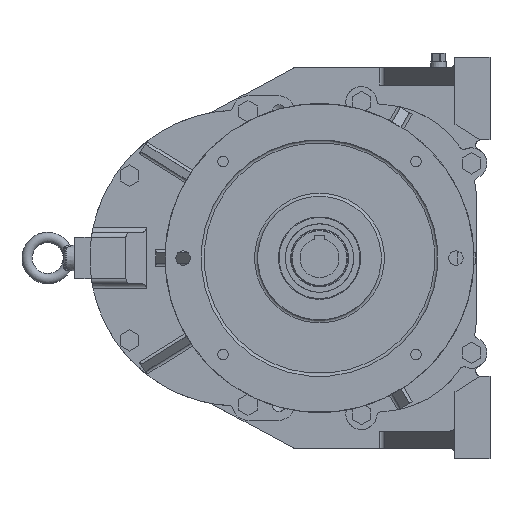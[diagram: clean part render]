
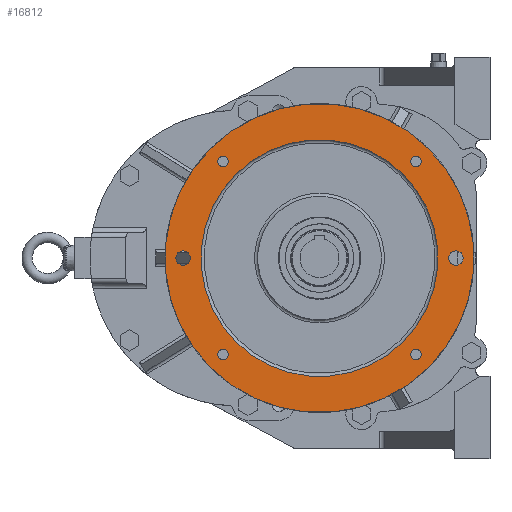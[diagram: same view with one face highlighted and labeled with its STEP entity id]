
A CAD part, left-side view. The second image highlights one B-rep face of the part: STEP entity #16812.
In plain terms, the highlighted planar face has unit normal (-1, 0, 0).
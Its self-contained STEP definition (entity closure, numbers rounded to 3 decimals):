
#231 = DIRECTION ( 'NONE',  ( 0., -0.707, 0.707 ) ) ;
#712 = EDGE_LOOP ( 'NONE', ( #10917 ) ) ;
#934 = ORIENTED_EDGE ( 'NONE', *, *, #16117, .F. ) ;
#956 = VERTEX_POINT ( 'NONE', #19062 ) ;
#978 = CARTESIAN_POINT ( 'NONE',  ( -175.5, 24.256, 93.692 ) ) ;
#1308 = FACE_BOUND ( 'NONE', #28777, .T. ) ;
#1966 = CARTESIAN_POINT ( 'NONE',  ( -175.5, 63.065, 0. ) ) ;
#2713 = DIRECTION ( 'NONE',  ( 0., -0.707, 0.707 ) ) ;
#3015 = CIRCLE ( 'NONE', #12890, 5.1 ) ;
#3209 = ORIENTED_EDGE ( 'NONE', *, *, #22884, .F. ) ;
#3575 = FACE_BOUND ( 'NONE', #5434, .T. ) ;
#4199 = CIRCLE ( 'NONE', #19217, 150. ) ;
#4391 = DIRECTION ( 'NONE',  ( 0., -0.707, 0.707 ) ) ;
#4572 = DIRECTION ( 'NONE',  ( -1., 0., 0. ) ) ;
#5341 = DIRECTION ( 'NONE',  ( 0., -0.707, 0.707 ) ) ;
#5434 = EDGE_LOOP ( 'NONE', ( #3209 ) ) ;
#5509 = EDGE_LOOP ( 'NONE', ( #8426 ) ) ;
#6012 = FACE_BOUND ( 'NONE', #8391, .T. ) ;
#6411 = CARTESIAN_POINT ( 'NONE',  ( -175.5, 20.65, 97.298 ) ) ;
#6562 = VERTEX_POINT ( 'NONE', #10714 ) ;
#6827 = AXIS2_PLACEMENT_3D ( 'NONE', #1966, #4572, #27011 ) ;
#7449 = CARTESIAN_POINT ( 'NONE',  ( -175.5, -166.733, -90.085 ) ) ;
#7600 = VERTEX_POINT ( 'NONE', #13302 ) ;
#7753 = DIRECTION ( 'NONE',  ( -1., 0., 0. ) ) ;
#8314 = DIRECTION ( 'NONE',  ( 0., -0.707, 0.707 ) ) ;
#8391 = EDGE_LOOP ( 'NONE', ( #31485 ) ) ;
#8426 = ORIENTED_EDGE ( 'NONE', *, *, #22197, .F. ) ;
#8465 = FACE_BOUND ( 'NONE', #20011, .T. ) ;
#8614 = CARTESIAN_POINT ( 'NONE',  ( -175.5, -175.501, -106.066 ) ) ;
#9519 = ORIENTED_EDGE ( 'NONE', *, *, #21555, .F. ) ;
#9799 = DIRECTION ( 'NONE',  ( -1., 0., 0. ) ) ;
#10074 = DIRECTION ( 'NONE',  ( -1., 0., 0. ) ) ;
#10714 = CARTESIAN_POINT ( 'NONE',  ( -175.5, 20.65, -90.085 ) ) ;
#10864 = VERTEX_POINT ( 'NONE', #20756 ) ;
#10917 = ORIENTED_EDGE ( 'NONE', *, *, #17398, .T. ) ;
#11075 = FACE_BOUND ( 'NONE', #26285, .T. ) ;
#11588 = DIRECTION ( 'NONE',  ( 0., -0.707, 0.707 ) ) ;
#12531 = CIRCLE ( 'NONE', #18234, 7. ) ;
#12890 = AXIS2_PLACEMENT_3D ( 'NONE', #32028, #9799, #231 ) ;
#13023 = FACE_BOUND ( 'NONE', #5509, .T. ) ;
#13302 = CARTESIAN_POINT ( 'NONE',  ( -175.5, -175.501, 106.066 ) ) ;
#13641 = DIRECTION ( 'NONE',  ( -1., 0., 0. ) ) ;
#13710 = DIRECTION ( 'NONE',  ( -1., 0., 0. ) ) ;
#13980 = CIRCLE ( 'NONE', #26963, 5.1 ) ;
#15646 = EDGE_CURVE ( 'NONE', #19627, #19627, #16542, .T. ) ;
#16117 = EDGE_CURVE ( 'NONE', #29536, #29536, #13980, .T. ) ;
#16542 = CIRCLE ( 'NONE', #24334, 5.1 ) ;
#16737 = DIRECTION ( 'NONE',  ( -1., 0., 0. ) ) ;
#16812 = ADVANCED_FACE ( 'NONE', ( #1308, #11075, #13023, #20960, #8465, #6012, #25851, #3575 ), #30860, .T. ) ;
#17398 = EDGE_CURVE ( 'NONE', #7600, #7600, #4199, .T. ) ;
#18234 = AXIS2_PLACEMENT_3D ( 'NONE', #27614, #10074, #5341 ) ;
#18421 = CARTESIAN_POINT ( 'NONE',  ( -175.5, -163.127, 93.692 ) ) ;
#19062 = CARTESIAN_POINT ( 'NONE',  ( -175.5, 58.115, 4.95 ) ) ;
#19217 = AXIS2_PLACEMENT_3D ( 'NONE', #29081, #16737, #4391 ) ;
#19627 = VERTEX_POINT ( 'NONE', #19959 ) ;
#19959 = CARTESIAN_POINT ( 'NONE',  ( -175.5, -166.733, 97.298 ) ) ;
#20011 = EDGE_LOOP ( 'NONE', ( #934 ) ) ;
#20454 = CARTESIAN_POINT ( 'NONE',  ( -175.5, -206.885, 4.95 ) ) ;
#20756 = CARTESIAN_POINT ( 'NONE',  ( -175.5, -150.753, 81.317 ) ) ;
#20886 = AXIS2_PLACEMENT_3D ( 'NONE', #30556, #26189, #8314 ) ;
#20960 = FACE_BOUND ( 'NONE', #26976, .T. ) ;
#21555 = EDGE_CURVE ( 'NONE', #23806, #23806, #12531, .T. ) ;
#22197 = EDGE_CURVE ( 'NONE', #956, #956, #28116, .T. ) ;
#22487 = DIRECTION ( 'NONE',  ( 0., -0.707, 0.707 ) ) ;
#22884 = EDGE_CURVE ( 'NONE', #10864, #10864, #30742, .T. ) ;
#23230 = DIRECTION ( 'NONE',  ( 0., -0.707, 0.707 ) ) ;
#23806 = VERTEX_POINT ( 'NONE', #20454 ) ;
#23914 = EDGE_CURVE ( 'NONE', #30667, #30667, #26445, .T. ) ;
#24334 = AXIS2_PLACEMENT_3D ( 'NONE', #18421, #13710, #11588 ) ;
#24661 = CARTESIAN_POINT ( 'NONE',  ( -175.5, -163.127, -93.692 ) ) ;
#25515 = EDGE_CURVE ( 'NONE', #6562, #6562, #3015, .T. ) ;
#25851 = FACE_OUTER_BOUND ( 'NONE', #712, .T. ) ;
#26189 = DIRECTION ( 'NONE',  ( -1., 0., 0. ) ) ;
#26285 = EDGE_LOOP ( 'NONE', ( #28831 ) ) ;
#26445 = CIRCLE ( 'NONE', #28499, 5.1 ) ;
#26963 = AXIS2_PLACEMENT_3D ( 'NONE', #24661, #7753, #2713 ) ;
#26976 = EDGE_LOOP ( 'NONE', ( #30114 ) ) ;
#27011 = DIRECTION ( 'NONE',  ( 0., -0.707, 0.707 ) ) ;
#27614 = CARTESIAN_POINT ( 'NONE',  ( -175.5, -201.935, 0. ) ) ;
#28116 = CIRCLE ( 'NONE', #6827, 7. ) ;
#28499 = AXIS2_PLACEMENT_3D ( 'NONE', #978, #13641, #23230 ) ;
#28777 = EDGE_LOOP ( 'NONE', ( #9519 ) ) ;
#28831 = ORIENTED_EDGE ( 'NONE', *, *, #23914, .F. ) ;
#29081 = CARTESIAN_POINT ( 'NONE',  ( -175.5, -69.435, 0. ) ) ;
#29536 = VERTEX_POINT ( 'NONE', #7449 ) ;
#30114 = ORIENTED_EDGE ( 'NONE', *, *, #25515, .F. ) ;
#30556 = CARTESIAN_POINT ( 'NONE',  ( -175.5, -69.435, 0. ) ) ;
#30630 = AXIS2_PLACEMENT_3D ( 'NONE', #8614, #31356, #22487 ) ;
#30667 = VERTEX_POINT ( 'NONE', #6411 ) ;
#30742 = CIRCLE ( 'NONE', #20886, 115. ) ;
#30860 = PLANE ( 'NONE',  #30630 ) ;
#31356 = DIRECTION ( 'NONE',  ( -1., 0., 0. ) ) ;
#31485 = ORIENTED_EDGE ( 'NONE', *, *, #15646, .F. ) ;
#32028 = CARTESIAN_POINT ( 'NONE',  ( -175.5, 24.256, -93.692 ) ) ;
